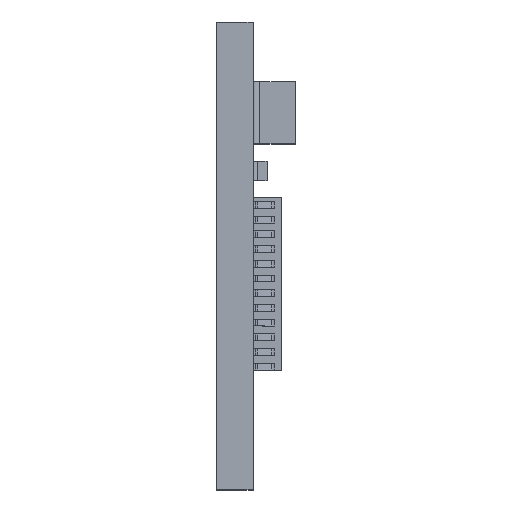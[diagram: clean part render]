
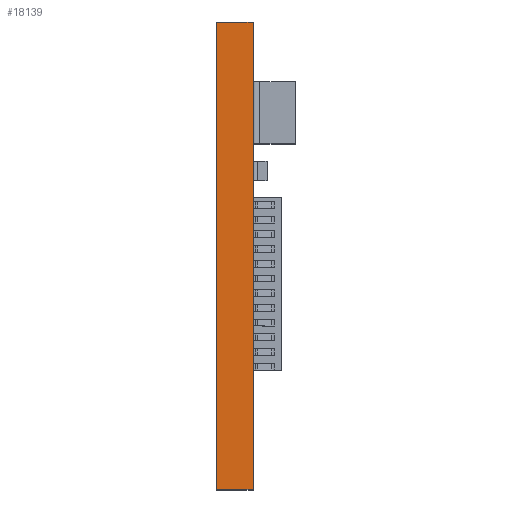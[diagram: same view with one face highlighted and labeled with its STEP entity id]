
A CAD part, top view. The second image highlights one B-rep face of the part: STEP entity #18139.
In plain terms, the highlighted planar face has unit normal (0, 0, 1).
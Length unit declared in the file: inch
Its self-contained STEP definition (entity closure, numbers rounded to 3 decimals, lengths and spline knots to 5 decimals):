
#1443 = CARTESIAN_POINT ( 'NONE',  ( 0., 0.413, 0.4115 ) ) ;
#6488 = CARTESIAN_POINT ( 'NONE',  ( 0.064, 0.413, 0.4115 ) ) ;
#7848 = CARTESIAN_POINT ( 'NONE',  ( 0.064, 0.413, 0.4115 ) ) ;
#10200 = LINE ( 'NONE', #39629, #47472 ) ;
#10774 = DIRECTION ( 'NONE',  ( -1., 0., 0. ) ) ;
#10899 = VECTOR ( 'NONE', #37221, 39.37008 ) ;
#11016 = CARTESIAN_POINT ( 'NONE',  ( 0., -0.413, 0.4115 ) ) ;
#11787 = VERTEX_POINT ( 'NONE', #7848 ) ;
#14522 = DIRECTION ( 'NONE',  ( 0., 0., -1. ) ) ;
#15114 = VERTEX_POINT ( 'NONE', #1443 ) ;
#17917 = FACE_OUTER_BOUND ( 'NONE', #36868, .T. ) ;
#17919 = VECTOR ( 'NONE', #20948, 39.37008 ) ;
#18139 = ADVANCED_FACE ( 'NONE', ( #17917 ), #35761, .F. ) ;
#18156 = CARTESIAN_POINT ( 'NONE',  ( 0.064, 0.413, 0.4115 ) ) ;
#20948 = DIRECTION ( 'NONE',  ( 0., -1., 0. ) ) ;
#21199 = LINE ( 'NONE', #6488, #17919 ) ;
#21634 = AXIS2_PLACEMENT_3D ( 'NONE', #18156, #14522, #47333 ) ;
#21906 = EDGE_CURVE ( 'NONE', #37309, #25701, #44058, .T. ) ;
#24050 = EDGE_CURVE ( 'NONE', #15114, #25701, #10200, .T. ) ;
#25701 = VERTEX_POINT ( 'NONE', #11016 ) ;
#28440 = ORIENTED_EDGE ( 'NONE', *, *, #24050, .T. ) ;
#28912 = CARTESIAN_POINT ( 'NONE',  ( 0.064, -0.413, 0.4115 ) ) ;
#33532 = ORIENTED_EDGE ( 'NONE', *, *, #34385, .F. ) ;
#33620 = CARTESIAN_POINT ( 'NONE',  ( 0.064, 0.413, 0.4115 ) ) ;
#34385 = EDGE_CURVE ( 'NONE', #11787, #37309, #21199, .T. ) ;
#34548 = VECTOR ( 'NONE', #10774, 39.37008 ) ;
#35761 = PLANE ( 'NONE',  #21634 ) ;
#36868 = EDGE_LOOP ( 'NONE', ( #28440, #43494, #33532, #44818 ) ) ;
#37221 = DIRECTION ( 'NONE',  ( -1., 0., 0. ) ) ;
#37309 = VERTEX_POINT ( 'NONE', #44050 ) ;
#39629 = CARTESIAN_POINT ( 'NONE',  ( 0., 0.413, 0.4115 ) ) ;
#39795 = EDGE_CURVE ( 'NONE', #11787, #15114, #47365, .T. ) ;
#43485 = DIRECTION ( 'NONE',  ( 0., -1., 0. ) ) ;
#43494 = ORIENTED_EDGE ( 'NONE', *, *, #21906, .F. ) ;
#44050 = CARTESIAN_POINT ( 'NONE',  ( 0.064, -0.413, 0.4115 ) ) ;
#44058 = LINE ( 'NONE', #28912, #34548 ) ;
#44818 = ORIENTED_EDGE ( 'NONE', *, *, #39795, .T. ) ;
#47333 = DIRECTION ( 'NONE',  ( 0., 1., 0. ) ) ;
#47365 = LINE ( 'NONE', #33620, #10899 ) ;
#47472 = VECTOR ( 'NONE', #43485, 39.37008 ) ;
